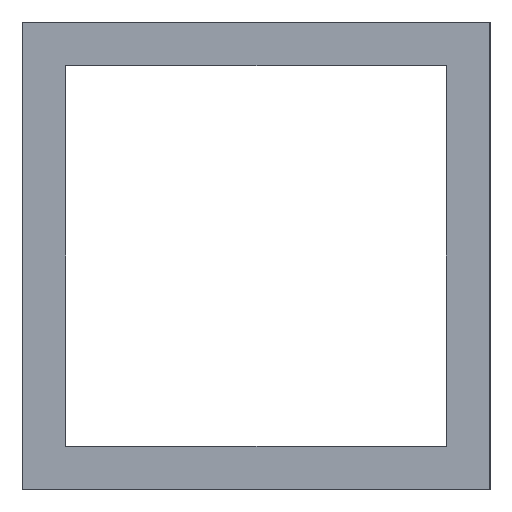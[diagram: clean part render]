
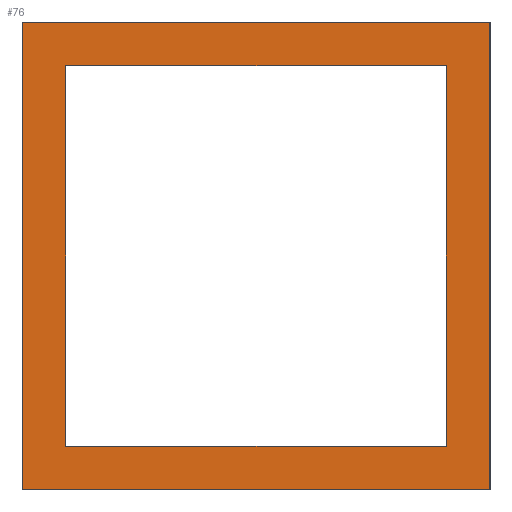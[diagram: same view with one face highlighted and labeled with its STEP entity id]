
A CAD part, left-side view. The second image highlights one B-rep face of the part: STEP entity #76.
In plain terms, the highlighted planar face has unit normal (-1, 0, 0).
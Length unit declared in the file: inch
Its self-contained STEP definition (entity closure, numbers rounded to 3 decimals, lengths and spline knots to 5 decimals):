
#3 = EDGE_CURVE ( 'NONE', #308, #51, #59, .T. ) ;
#12 = DIRECTION ( 'NONE',  ( 0., -1., 0. ) ) ;
#15 = DIRECTION ( 'NONE',  ( 0., 1., 0. ) ) ;
#25 = VECTOR ( 'NONE', #339, 39.37008 ) ;
#33 = VERTEX_POINT ( 'NONE', #106 ) ;
#36 = LINE ( 'NONE', #39, #174 ) ;
#38 = LINE ( 'NONE', #142, #214 ) ;
#39 = CARTESIAN_POINT ( 'NONE',  ( -23.5, -0.5, -0.5 ) ) ;
#41 = AXIS2_PLACEMENT_3D ( 'NONE', #169, #109, #330 ) ;
#49 = DIRECTION ( 'NONE',  ( 0., 0., 1. ) ) ;
#51 = VERTEX_POINT ( 'NONE', #271 ) ;
#59 = LINE ( 'NONE', #160, #290 ) ;
#60 = ORIENTED_EDGE ( 'NONE', *, *, #3, .F. ) ;
#61 = FACE_BOUND ( 'NONE', #128, .T. ) ;
#73 = CARTESIAN_POINT ( 'NONE',  ( -23.5, 0.40625, 0.40625 ) ) ;
#76 = ADVANCED_FACE ( 'NONE', ( #170, #61 ), #192, .F. ) ;
#82 = CARTESIAN_POINT ( 'NONE',  ( -23.5, -0.40625, 0. ) ) ;
#95 = ORIENTED_EDGE ( 'NONE', *, *, #99, .F. ) ;
#99 = EDGE_CURVE ( 'NONE', #236, #158, #36, .T. ) ;
#101 = DIRECTION ( 'NONE',  ( 0., 0., 1. ) ) ;
#106 = CARTESIAN_POINT ( 'NONE',  ( -23.5, -0.40625, -0.40625 ) ) ;
#109 = DIRECTION ( 'NONE',  ( 1., 0., 0. ) ) ;
#112 = CARTESIAN_POINT ( 'NONE',  ( -23.5, -0.40625, 0.40625 ) ) ;
#113 = CARTESIAN_POINT ( 'NONE',  ( -23.5, 0.5, -0.5 ) ) ;
#117 = ORIENTED_EDGE ( 'NONE', *, *, #262, .F. ) ;
#121 = LINE ( 'NONE', #227, #213 ) ;
#123 = LINE ( 'NONE', #277, #258 ) ;
#128 = EDGE_LOOP ( 'NONE', ( #185, #239, #317, #285 ) ) ;
#133 = EDGE_CURVE ( 'NONE', #264, #136, #38, .T. ) ;
#136 = VERTEX_POINT ( 'NONE', #112 ) ;
#138 = VECTOR ( 'NONE', #175, 39.37008 ) ;
#142 = CARTESIAN_POINT ( 'NONE',  ( -23.5, 0., 0.40625 ) ) ;
#158 = VERTEX_POINT ( 'NONE', #113 ) ;
#160 = CARTESIAN_POINT ( 'NONE',  ( -23.5, -0.5, 0.5 ) ) ;
#169 = CARTESIAN_POINT ( 'NONE',  ( -23.5, 0., 0. ) ) ;
#170 = FACE_OUTER_BOUND ( 'NONE', #177, .T. ) ;
#174 = VECTOR ( 'NONE', #15, 39.37008 ) ;
#175 = DIRECTION ( 'NONE',  ( 0., 0., -1. ) ) ;
#176 = CARTESIAN_POINT ( 'NONE',  ( -23.5, -0.5, 0.5 ) ) ;
#177 = EDGE_LOOP ( 'NONE', ( #95, #231, #60, #117 ) ) ;
#184 = LINE ( 'NONE', #82, #341 ) ;
#185 = ORIENTED_EDGE ( 'NONE', *, *, #286, .T. ) ;
#186 = CARTESIAN_POINT ( 'NONE',  ( -23.5, 0.40625, -0.40625 ) ) ;
#192 = PLANE ( 'NONE',  #41 ) ;
#213 = VECTOR ( 'NONE', #101, 39.37008 ) ;
#214 = VECTOR ( 'NONE', #12, 39.37008 ) ;
#225 = LINE ( 'NONE', #253, #25 ) ;
#227 = CARTESIAN_POINT ( 'NONE',  ( -23.5, 0.40625, 0. ) ) ;
#228 = EDGE_CURVE ( 'NONE', #51, #236, #282, .T. ) ;
#231 = ORIENTED_EDGE ( 'NONE', *, *, #228, .F. ) ;
#236 = VERTEX_POINT ( 'NONE', #283 ) ;
#239 = ORIENTED_EDGE ( 'NONE', *, *, #295, .T. ) ;
#253 = CARTESIAN_POINT ( 'NONE',  ( -23.5, 0., -0.40625 ) ) ;
#258 = VECTOR ( 'NONE', #49, 39.37008 ) ;
#262 = EDGE_CURVE ( 'NONE', #158, #308, #123, .T. ) ;
#264 = VERTEX_POINT ( 'NONE', #73 ) ;
#271 = CARTESIAN_POINT ( 'NONE',  ( -23.5, -0.5, 0.5 ) ) ;
#277 = CARTESIAN_POINT ( 'NONE',  ( -23.5, 0.5, 0.5 ) ) ;
#282 = LINE ( 'NONE', #176, #138 ) ;
#283 = CARTESIAN_POINT ( 'NONE',  ( -23.5, -0.5, -0.5 ) ) ;
#285 = ORIENTED_EDGE ( 'NONE', *, *, #322, .T. ) ;
#286 = EDGE_CURVE ( 'NONE', #33, #338, #225, .T. ) ;
#290 = VECTOR ( 'NONE', #294, 39.37008 ) ;
#294 = DIRECTION ( 'NONE',  ( 0., -1., 0. ) ) ;
#295 = EDGE_CURVE ( 'NONE', #338, #264, #121, .T. ) ;
#308 = VERTEX_POINT ( 'NONE', #314 ) ;
#314 = CARTESIAN_POINT ( 'NONE',  ( -23.5, 0.5, 0.5 ) ) ;
#316 = DIRECTION ( 'NONE',  ( 0., 0., -1. ) ) ;
#317 = ORIENTED_EDGE ( 'NONE', *, *, #133, .T. ) ;
#322 = EDGE_CURVE ( 'NONE', #136, #33, #184, .T. ) ;
#330 = DIRECTION ( 'NONE',  ( 0., 0., -1. ) ) ;
#338 = VERTEX_POINT ( 'NONE', #186 ) ;
#339 = DIRECTION ( 'NONE',  ( 0., 1., 0. ) ) ;
#341 = VECTOR ( 'NONE', #316, 39.37008 ) ;
